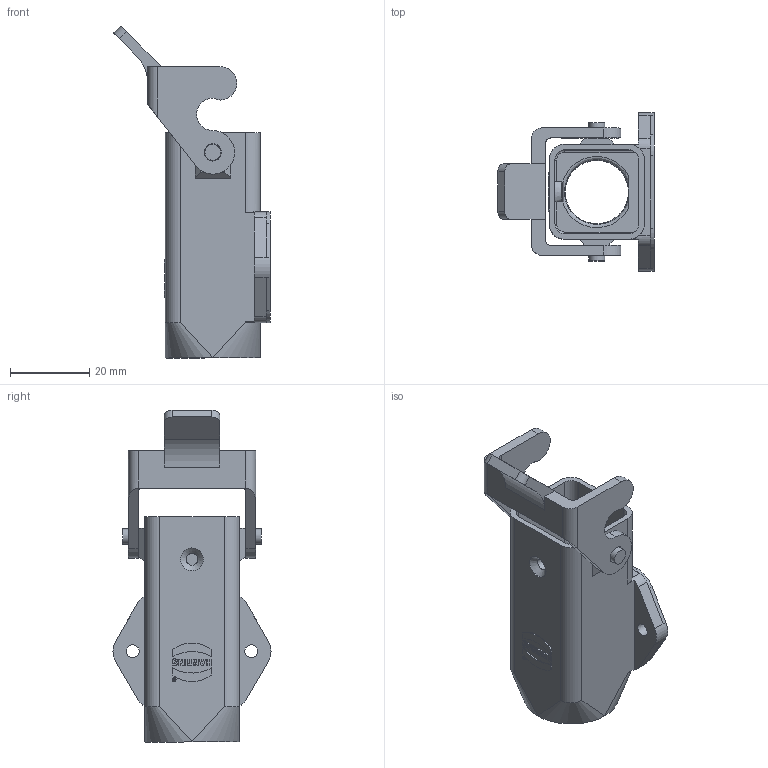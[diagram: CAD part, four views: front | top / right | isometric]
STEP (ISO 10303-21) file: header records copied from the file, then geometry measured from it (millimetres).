
FILE_DESCRIPTION((''),'2;1');
FILE_NAME('05200030228.stp','2020-07-08T08:06:43',('e.eickhoff'),(''),'Autodesk Inventor 2012','Autodesk Inventor 2012','');
FILE_SCHEMA(('AUTOMOTIVE_DESIGN { 1 0 10303 214 1 1 1 1 }'));
Length unit declared in the file: millimetre
Products named in the file (3): 05200030228; M16-PG11 Adapter
Assembly tree (2 placements, depth 2):
  05200030228
    05200030228
    M16-PG11 Adapter
Bounding box: 39.52 x 40 x 83.95 mm (x, y, z)
Volume: 14751.5 mm3; surface area: 15543.4 mm2
Topology: 3 solids, 3 shells, 257 faces, 667 edges, 436 vertices
Faces by surface type: plane 166, cylinder 71, bspline 13, torus 5, cone 2
Full cylindrical faces by diameter (mm): 0.7 x1, 0.981 x1, 3 x1, 3.3 x2, 3.5 x2, 4 x2, 4.4 x2, 5.8 x1, 16 x1, 16.5 x1, 19.5 x2
Entity records: 8412 total; most frequent: CARTESIAN_POINT 1770, ORIENTED_EDGE 1290, DIRECTION 1265, EDGE_CURVE 645, VECTOR 457, LINE 457, VERTEX_POINT 431, AXIS2_PLACEMENT_3D 404
